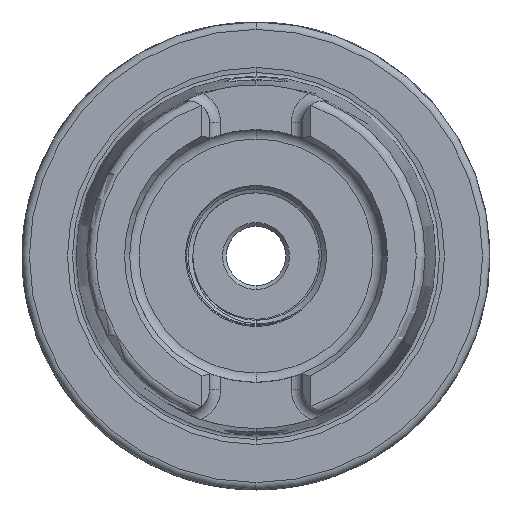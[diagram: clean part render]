
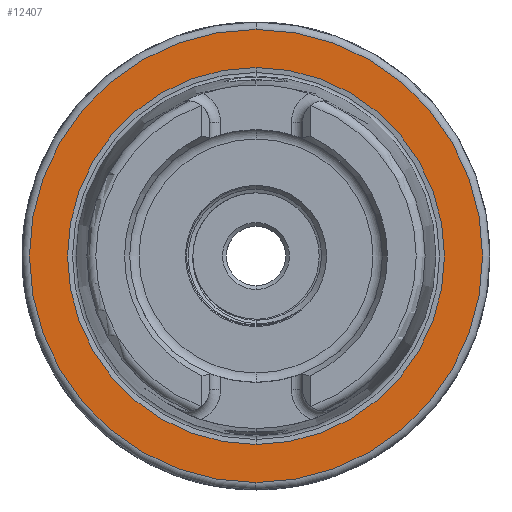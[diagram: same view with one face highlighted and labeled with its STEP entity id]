
A CAD part, left-side view. The second image highlights one B-rep face of the part: STEP entity #12407.
In plain terms, the highlighted planar face has unit normal (-1, 0, 0).
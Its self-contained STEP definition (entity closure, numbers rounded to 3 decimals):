
#122 = CARTESIAN_POINT ( 'NONE',  ( 0., 0., 0. ) ) ;
#123 = DIRECTION ( 'NONE',  ( 1., 0., 0. ) ) ;
#129 = DIRECTION ( 'NONE',  ( 0., 0., -1. ) ) ;
#180 = DIRECTION ( 'NONE',  ( 0., 0., 1. ) ) ;
#209 = CARTESIAN_POINT ( 'NONE',  ( 0., 0., 0. ) ) ;
#211 = DIRECTION ( 'NONE',  ( -1., 0., 0. ) ) ;
#1297 = CARTESIAN_POINT ( 'NONE',  ( 0., 0., 0. ) ) ;
#1334 = DIRECTION ( 'NONE',  ( -1., 0., 0. ) ) ;
#1341 = DIRECTION ( 'NONE',  ( 0., 0., 1. ) ) ;
#1610 = CARTESIAN_POINT ( 'NONE',  ( 0., 0., 0. ) ) ;
#1622 = DIRECTION ( 'NONE',  ( 0., 0., -1. ) ) ;
#1634 = DIRECTION ( 'NONE',  ( 1., 0., 0. ) ) ;
#3764 = CARTESIAN_POINT ( 'NONE',  ( 0., 25.369, 0. ) ) ;
#3779 = DIRECTION ( 'NONE',  ( -1., 0., 0. ) ) ;
#3833 = PLANE ( 'NONE',  #16000 ) ;
#3837 = DIRECTION ( 'NONE',  ( 0., 0., 1. ) ) ;
#6364 = CARTESIAN_POINT ( 'NONE',  ( 0., 0., 25.369 ) ) ;
#6420 = CARTESIAN_POINT ( 'NONE',  ( 0., 0., -25.369 ) ) ;
#6436 = CARTESIAN_POINT ( 'NONE',  ( 0., 0., 30.5 ) ) ;
#6476 = CARTESIAN_POINT ( 'NONE',  ( 0., 0., -30.5 ) ) ;
#12307 = VERTEX_POINT ( 'NONE', #6364 ) ;
#12332 = VERTEX_POINT ( 'NONE', #6436 ) ;
#12335 = VERTEX_POINT ( 'NONE', #6420 ) ;
#12349 = VERTEX_POINT ( 'NONE', #6476 ) ;
#12407 = ADVANCED_FACE ( 'NONE', ( #15291, #15319 ), #3833, .T. ) ;
#12683 = EDGE_LOOP ( 'NONE', ( #14353, #14420 ) ) ;
#12702 = EDGE_LOOP ( 'NONE', ( #14407, #14382 ) ) ;
#13106 = EDGE_CURVE ( 'NONE', #12307, #12335, #14665, .T. ) ;
#13118 = EDGE_CURVE ( 'NONE', #12332, #12349, #14721, .T. ) ;
#13238 = EDGE_CURVE ( 'NONE', #12349, #12332, #14786, .T. ) ;
#13337 = EDGE_CURVE ( 'NONE', #12335, #12307, #14884, .T. ) ;
#14353 = ORIENTED_EDGE ( 'NONE', *, *, #13106, .T. ) ;
#14382 = ORIENTED_EDGE ( 'NONE', *, *, #13238, .T. ) ;
#14407 = ORIENTED_EDGE ( 'NONE', *, *, #13118, .T. ) ;
#14420 = ORIENTED_EDGE ( 'NONE', *, *, #13337, .T. ) ;
#14665 = CIRCLE ( 'NONE', #16316, 25.369 ) ;
#14721 = CIRCLE ( 'NONE', #16305, 30.5 ) ;
#14786 = CIRCLE ( 'NONE', #16307, 30.5 ) ;
#14884 = CIRCLE ( 'NONE', #16372, 25.369 ) ;
#15291 = FACE_OUTER_BOUND ( 'NONE', #12702, .T. ) ;
#15319 = FACE_BOUND ( 'NONE', #12683, .T. ) ;
#16000 = AXIS2_PLACEMENT_3D ( 'NONE', #3764, #3779, #3837 ) ;
#16305 = AXIS2_PLACEMENT_3D ( 'NONE', #209, #211, #180 ) ;
#16307 = AXIS2_PLACEMENT_3D ( 'NONE', #1297, #1334, #1341 ) ;
#16316 = AXIS2_PLACEMENT_3D ( 'NONE', #122, #123, #129 ) ;
#16372 = AXIS2_PLACEMENT_3D ( 'NONE', #1610, #1634, #1622 ) ;
